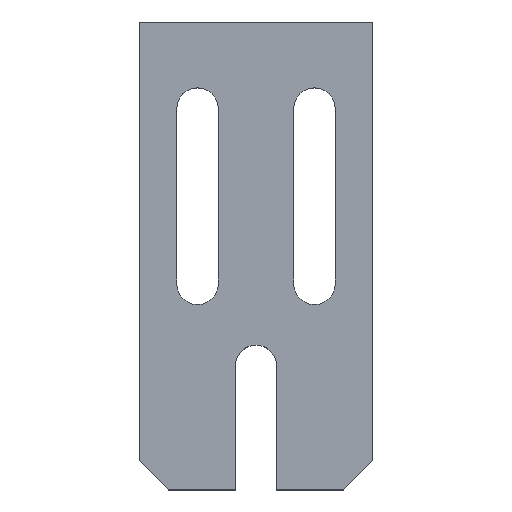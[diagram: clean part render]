
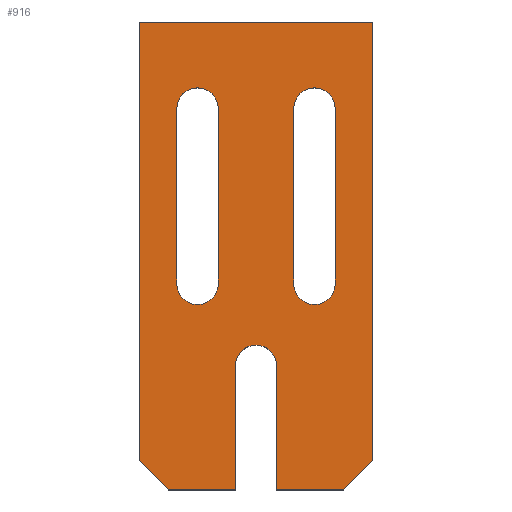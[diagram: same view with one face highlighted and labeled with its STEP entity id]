
A CAD part, top view. The second image highlights one B-rep face of the part: STEP entity #916.
In plain terms, the highlighted planar face has unit normal (0, 0, 1).
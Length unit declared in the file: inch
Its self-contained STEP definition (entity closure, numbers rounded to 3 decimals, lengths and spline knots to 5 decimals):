
#3 = CARTESIAN_POINT ( 'NONE',  ( 0.5885, 0.53, 0.3 ) ) ;
#5 = CARTESIAN_POINT ( 'NONE',  ( 0.3385, 0.88, 0.3 ) ) ;
#7 = CARTESIAN_POINT ( 'NONE',  ( 0.875, 0., 0.3 ) ) ;
#9 = CARTESIAN_POINT ( 'NONE',  ( 0.8385, 0.88, 0.3 ) ) ;
#10 = CARTESIAN_POINT ( 'NONE',  ( 0.6615, 1.63, 0.3 ) ) ;
#11 = CARTESIAN_POINT ( 'NONE',  ( 0.8385, 1.63, 0.3 ) ) ;
#17 = CARTESIAN_POINT ( 'NONE',  ( 1., 0.125, 0.3 ) ) ;
#97 = DIRECTION ( 'NONE',  ( -1., 0., 0. ) ) ;
#100 = DIRECTION ( 'NONE',  ( 0., 0., 1. ) ) ;
#101 = CARTESIAN_POINT ( 'NONE',  ( 0.5, 0.53, 0.3 ) ) ;
#110 = DIRECTION ( 'NONE',  ( -1., 0., 0. ) ) ;
#112 = PLANE ( 'NONE',  #443 ) ;
#113 = CARTESIAN_POINT ( 'NONE',  ( 0., 0., 0.3 ) ) ;
#119 = DIRECTION ( 'NONE',  ( 0., 0., -1. ) ) ;
#147 = DIRECTION ( 'NONE',  ( 0., -1., 0. ) ) ;
#156 = CARTESIAN_POINT ( 'NONE',  ( 0.4115, 0., 0.3 ) ) ;
#157 = DIRECTION ( 'NONE',  ( 0.707, -0.707, 0. ) ) ;
#164 = CARTESIAN_POINT ( 'NONE',  ( 0.125, 0., 0.3 ) ) ;
#167 = DIRECTION ( 'NONE',  ( 1., 0., 0. ) ) ;
#175 = DIRECTION ( 'NONE',  ( 0., 0., 1. ) ) ;
#176 = CARTESIAN_POINT ( 'NONE',  ( 0.75, 1.63, 0.3 ) ) ;
#182 = DIRECTION ( 'NONE',  ( 0., 1., 0. ) ) ;
#184 = CARTESIAN_POINT ( 'NONE',  ( 0.3385, 1.63, 0.3 ) ) ;
#187 = CARTESIAN_POINT ( 'NONE',  ( 0.1615, 0.88, 0.3 ) ) ;
#189 = CARTESIAN_POINT ( 'NONE',  ( 0.5885, 0.53, 0.3 ) ) ;
#194 = CARTESIAN_POINT ( 'NONE',  ( 0.5885, 0., 0.3 ) ) ;
#195 = CARTESIAN_POINT ( 'NONE',  ( 1., 2., 0.3 ) ) ;
#196 = CARTESIAN_POINT ( 'NONE',  ( 0.6615, 0.88, 0.3 ) ) ;
#198 = CARTESIAN_POINT ( 'NONE',  ( 0.4115, 0., 0.3 ) ) ;
#202 = CARTESIAN_POINT ( 'NONE',  ( 0., 2., 0.3 ) ) ;
#212 = DIRECTION ( 'NONE',  ( 1., 0., 0. ) ) ;
#214 = CARTESIAN_POINT ( 'NONE',  ( 0.1615, 1.63, 0.3 ) ) ;
#215 = CARTESIAN_POINT ( 'NONE',  ( 0., 0.125, 0.3 ) ) ;
#217 = CARTESIAN_POINT ( 'NONE',  ( 0.125, 0., 0.3 ) ) ;
#218 = DIRECTION ( 'NONE',  ( 0., 0., 1. ) ) ;
#219 = CARTESIAN_POINT ( 'NONE',  ( 0.75, 0.88, 0.3 ) ) ;
#220 = DIRECTION ( 'NONE',  ( 0.707, 0.707, 0. ) ) ;
#221 = CARTESIAN_POINT ( 'NONE',  ( 1., 0.125, 0.3 ) ) ;
#222 = DIRECTION ( 'NONE',  ( 1., 0., 0. ) ) ;
#223 = DIRECTION ( 'NONE',  ( 0., 0., 1. ) ) ;
#224 = CARTESIAN_POINT ( 'NONE',  ( 0.25, 0.88, 0.3 ) ) ;
#225 = DIRECTION ( 'NONE',  ( 0., -1., 0. ) ) ;
#226 = CARTESIAN_POINT ( 'NONE',  ( 0.6615, 0.88, 0.3 ) ) ;
#227 = DIRECTION ( 'NONE',  ( 1., 0., 0. ) ) ;
#228 = DIRECTION ( 'NONE',  ( 0., 0., 1. ) ) ;
#229 = CARTESIAN_POINT ( 'NONE',  ( 0.25, 1.63, 0.3 ) ) ;
#230 = DIRECTION ( 'NONE',  ( 0., 1., 0. ) ) ;
#231 = CARTESIAN_POINT ( 'NONE',  ( 0.8385, 0.88, 0.3 ) ) ;
#232 = DIRECTION ( 'NONE',  ( 0., -1., 0. ) ) ;
#235 = CARTESIAN_POINT ( 'NONE',  ( 0.1615, 1.63, 0.3 ) ) ;
#236 = DIRECTION ( 'NONE',  ( -1., 0., 0. ) ) ;
#237 = CARTESIAN_POINT ( 'NONE',  ( 0., 2., 0.3 ) ) ;
#238 = CARTESIAN_POINT ( 'NONE',  ( 0.4115, 0.53, 0.3 ) ) ;
#242 = DIRECTION ( 'NONE',  ( 0., 1., 0. ) ) ;
#243 = CARTESIAN_POINT ( 'NONE',  ( 0.3385, 1.63, 0.3 ) ) ;
#257 = DIRECTION ( 'NONE',  ( 0., 1., 0. ) ) ;
#287 = CARTESIAN_POINT ( 'NONE',  ( 1., 0., 0.3 ) ) ;
#289 = DIRECTION ( 'NONE',  ( 1., 0., 0. ) ) ;
#290 = CARTESIAN_POINT ( 'NONE',  ( 0., 0., 0.3 ) ) ;
#302 = DIRECTION ( 'NONE',  ( 0., -1., 0. ) ) ;
#304 = CARTESIAN_POINT ( 'NONE',  ( 0., 0., 0.3 ) ) ;
#333 = DIRECTION ( 'NONE',  ( 1., 0., 0. ) ) ;
#339 = CARTESIAN_POINT ( 'NONE',  ( 0., 0., 0.3 ) ) ;
#384 = AXIS2_PLACEMENT_3D ( 'NONE', #101, #100, #97 ) ;
#385 = AXIS2_PLACEMENT_3D ( 'NONE', #176, #175, #167 ) ;
#386 = AXIS2_PLACEMENT_3D ( 'NONE', #219, #218, #212 ) ;
#387 = AXIS2_PLACEMENT_3D ( 'NONE', #224, #223, #222 ) ;
#388 = AXIS2_PLACEMENT_3D ( 'NONE', #229, #228, #227 ) ;
#442 = EDGE_CURVE ( 'NONE', #811, #837, #603, .T. ) ;
#443 = AXIS2_PLACEMENT_3D ( 'NONE', #113, #119, #110 ) ;
#459 = EDGE_CURVE ( 'NONE', #826, #819, #567, .T. ) ;
#464 = EDGE_CURVE ( 'NONE', #838, #807, #550, .T. ) ;
#467 = EDGE_CURVE ( 'NONE', #769, #847, #557, .T. ) ;
#474 = EDGE_CURVE ( 'NONE', #847, #826, #523, .T. ) ;
#476 = EDGE_CURVE ( 'NONE', #814, #868, #521, .T. ) ;
#477 = EDGE_CURVE ( 'NONE', #866, #814, #519, .T. ) ;
#478 = EDGE_CURVE ( 'NONE', #793, #866, #514, .T. ) ;
#479 = EDGE_CURVE ( 'NONE', #868, #793, #513, .T. ) ;
#480 = EDGE_CURVE ( 'NONE', #773, #718, #510, .T. ) ;
#481 = EDGE_CURVE ( 'NONE', #833, #773, #509, .T. ) ;
#482 = EDGE_CURVE ( 'NONE', #784, #833, #507, .T. ) ;
#483 = EDGE_CURVE ( 'NONE', #718, #784, #506, .T. ) ;
#484 = EDGE_CURVE ( 'NONE', #807, #769, #503, .T. ) ;
#485 = EDGE_CURVE ( 'NONE', #819, #811, #501, .T. ) ;
#486 = EDGE_CURVE ( 'NONE', #799, #837, #498, .T. ) ;
#487 = EDGE_CURVE ( 'NONE', #808, #799, #854, .T. ) ;
#488 = EDGE_CURVE ( 'NONE', #838, #808, #841, .T. ) ;
#497 = VECTOR ( 'NONE', #157, 39.37008 ) ;
#498 = LINE ( 'NONE', #156, #855 ) ;
#500 = VECTOR ( 'NONE', #220, 39.37008 ) ;
#501 = LINE ( 'NONE', #164, #497 ) ;
#503 = LINE ( 'NONE', #221, #500 ) ;
#504 = VECTOR ( 'NONE', #225, 39.37008 ) ;
#506 = CIRCLE ( 'NONE', #385, 0.0885 ) ;
#507 = LINE ( 'NONE', #226, #504 ) ;
#508 = VECTOR ( 'NONE', #230, 39.37008 ) ;
#509 = CIRCLE ( 'NONE', #386, 0.0885 ) ;
#510 = LINE ( 'NONE', #231, #508 ) ;
#512 = VECTOR ( 'NONE', #242, 39.37008 ) ;
#513 = CIRCLE ( 'NONE', #387, 0.0885 ) ;
#514 = LINE ( 'NONE', #243, #512 ) ;
#516 = VECTOR ( 'NONE', #232, 39.37008 ) ;
#519 = CIRCLE ( 'NONE', #388, 0.0885 ) ;
#520 = VECTOR ( 'NONE', #236, 39.37008 ) ;
#521 = LINE ( 'NONE', #235, #516 ) ;
#523 = LINE ( 'NONE', #237, #520 ) ;
#540 = VECTOR ( 'NONE', #257, 39.37008 ) ;
#546 = VECTOR ( 'NONE', #289, 39.37008 ) ;
#550 = LINE ( 'NONE', #290, #546 ) ;
#557 = LINE ( 'NONE', #287, #540 ) ;
#563 = VECTOR ( 'NONE', #302, 39.37008 ) ;
#567 = LINE ( 'NONE', #304, #563 ) ;
#595 = VECTOR ( 'NONE', #333, 39.37008 ) ;
#599 = FACE_OUTER_BOUND ( 'NONE', #756, .T. ) ;
#603 = LINE ( 'NONE', #339, #595 ) ;
#641 = EDGE_LOOP ( 'NONE', ( #702, #835, #831, #795 ) ) ;
#698 = ORIENTED_EDGE ( 'NONE', *, *, #485, .T. ) ;
#700 = FACE_BOUND ( 'NONE', #641, .T. ) ;
#702 = ORIENTED_EDGE ( 'NONE', *, *, #480, .F. ) ;
#705 = ORIENTED_EDGE ( 'NONE', *, *, #478, .F. ) ;
#718 = VERTEX_POINT ( 'NONE', #11 ) ;
#726 = FACE_BOUND ( 'NONE', #874, .T. ) ;
#756 = EDGE_LOOP ( 'NONE', ( #790, #760, #763, #809, #803, #698, #766, #791, #864, #774 ) ) ;
#758 = ORIENTED_EDGE ( 'NONE', *, *, #479, .F. ) ;
#760 = ORIENTED_EDGE ( 'NONE', *, *, #484, .T. ) ;
#763 = ORIENTED_EDGE ( 'NONE', *, *, #467, .T. ) ;
#766 = ORIENTED_EDGE ( 'NONE', *, *, #442, .T. ) ;
#769 = VERTEX_POINT ( 'NONE', #17 ) ;
#772 = ORIENTED_EDGE ( 'NONE', *, *, #477, .F. ) ;
#773 = VERTEX_POINT ( 'NONE', #9 ) ;
#774 = ORIENTED_EDGE ( 'NONE', *, *, #488, .F. ) ;
#784 = VERTEX_POINT ( 'NONE', #10 ) ;
#790 = ORIENTED_EDGE ( 'NONE', *, *, #464, .T. ) ;
#791 = ORIENTED_EDGE ( 'NONE', *, *, #486, .F. ) ;
#793 = VERTEX_POINT ( 'NONE', #5 ) ;
#795 = ORIENTED_EDGE ( 'NONE', *, *, #483, .F. ) ;
#799 = VERTEX_POINT ( 'NONE', #238 ) ;
#803 = ORIENTED_EDGE ( 'NONE', *, *, #459, .T. ) ;
#805 = ORIENTED_EDGE ( 'NONE', *, *, #476, .F. ) ;
#807 = VERTEX_POINT ( 'NONE', #7 ) ;
#808 = VERTEX_POINT ( 'NONE', #3 ) ;
#809 = ORIENTED_EDGE ( 'NONE', *, *, #474, .T. ) ;
#811 = VERTEX_POINT ( 'NONE', #217 ) ;
#814 = VERTEX_POINT ( 'NONE', #214 ) ;
#819 = VERTEX_POINT ( 'NONE', #215 ) ;
#826 = VERTEX_POINT ( 'NONE', #202 ) ;
#831 = ORIENTED_EDGE ( 'NONE', *, *, #482, .F. ) ;
#833 = VERTEX_POINT ( 'NONE', #196 ) ;
#835 = ORIENTED_EDGE ( 'NONE', *, *, #481, .F. ) ;
#837 = VERTEX_POINT ( 'NONE', #198 ) ;
#838 = VERTEX_POINT ( 'NONE', #194 ) ;
#841 = LINE ( 'NONE', #189, #845 ) ;
#845 = VECTOR ( 'NONE', #182, 39.37008 ) ;
#847 = VERTEX_POINT ( 'NONE', #195 ) ;
#854 = CIRCLE ( 'NONE', #384, 0.0885 ) ;
#855 = VECTOR ( 'NONE', #147, 39.37008 ) ;
#864 = ORIENTED_EDGE ( 'NONE', *, *, #487, .F. ) ;
#866 = VERTEX_POINT ( 'NONE', #184 ) ;
#868 = VERTEX_POINT ( 'NONE', #187 ) ;
#874 = EDGE_LOOP ( 'NONE', ( #805, #772, #705, #758 ) ) ;
#916 = ADVANCED_FACE ( 'NONE', ( #726, #700, #599 ), #112, .F. ) ;
